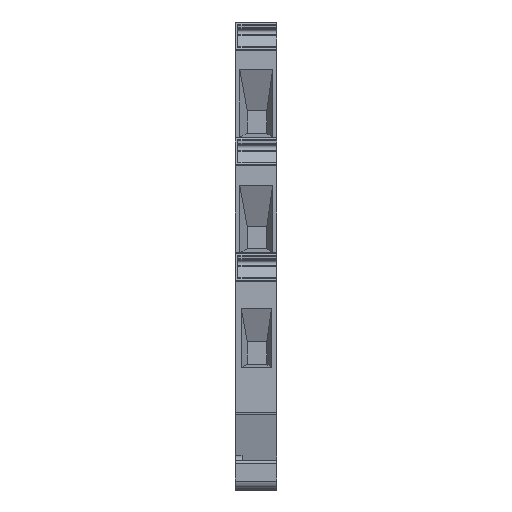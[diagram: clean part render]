
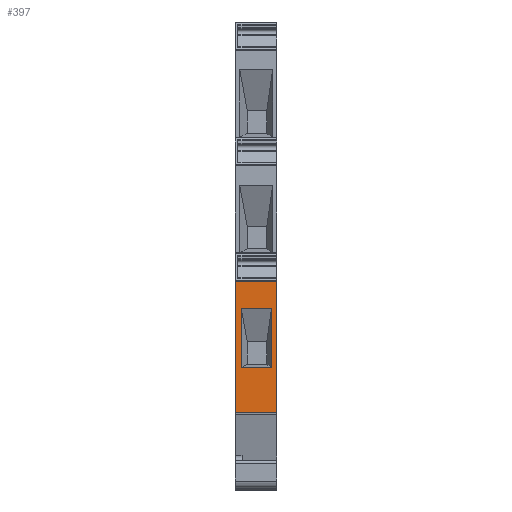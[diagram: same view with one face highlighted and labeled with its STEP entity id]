
A CAD part, left-side view. The second image highlights one B-rep face of the part: STEP entity #397.
In plain terms, the highlighted planar face has unit normal (-1, 0, 0).
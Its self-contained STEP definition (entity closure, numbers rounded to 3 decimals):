
#397 = ADVANCED_FACE( '', ( #1046, #1047 ), #1048, .F. );
#1046 = FACE_BOUND( '', #1951, .T. );
#1047 = FACE_OUTER_BOUND( '', #1952, .T. );
#1048 = PLANE( '', #1953 );
#1951 = EDGE_LOOP( '', ( #3959, #3960, #3961, #3962 ) );
#1952 = EDGE_LOOP( '', ( #3963, #3964, #3965, #3966 ) );
#1953 = AXIS2_PLACEMENT_3D( '', #3967, #3968, #3969 );
#3959 = ORIENTED_EDGE( '', *, *, #6682, .T. );
#3960 = ORIENTED_EDGE( '', *, *, #6683, .T. );
#3961 = ORIENTED_EDGE( '', *, *, #6684, .T. );
#3962 = ORIENTED_EDGE( '', *, *, #6685, .T. );
#3963 = ORIENTED_EDGE( '', *, *, #6686, .T. );
#3964 = ORIENTED_EDGE( '', *, *, #6648, .F. );
#3965 = ORIENTED_EDGE( '', *, *, #6541, .F. );
#3966 = ORIENTED_EDGE( '', *, *, #6675, .T. );
#3967 = CARTESIAN_POINT( '', ( -41.75, 6., -6.448 ) );
#3968 = DIRECTION( '', ( 1., 0., 0. ) );
#3969 = DIRECTION( '', ( 0., 0., -1. ) );
#6541 = EDGE_CURVE( '', #7855, #7857, #7858, .T. );
#6648 = EDGE_CURVE( '', #7857, #8042, #8046, .T. );
#6675 = EDGE_CURVE( '', #7855, #8086, #8088, .T. );
#6682 = EDGE_CURVE( '', #8097, #8098, #8099, .T. );
#6683 = EDGE_CURVE( '', #8098, #8100, #8101, .T. );
#6684 = EDGE_CURVE( '', #8100, #8102, #8103, .T. );
#6685 = EDGE_CURVE( '', #8102, #8097, #8104, .T. );
#6686 = EDGE_CURVE( '', #8086, #8042, #8105, .T. );
#7855 = VERTEX_POINT( '', #9686 );
#7857 = VERTEX_POINT( '', #9688 );
#7858 = LINE( '', #9689, #9690 );
#8042 = VERTEX_POINT( '', #9937 );
#8046 = LINE( '', #9942, #9943 );
#8086 = VERTEX_POINT( '', #9998 );
#8088 = LINE( '', #10000, #10001 );
#8097 = VERTEX_POINT( '', #10013 );
#8098 = VERTEX_POINT( '', #10014 );
#8099 = LINE( '', #10015, #10016 );
#8100 = VERTEX_POINT( '', #10017 );
#8101 = LINE( '', #10018, #10019 );
#8102 = VERTEX_POINT( '', #10020 );
#8103 = LINE( '', #10021, #10022 );
#8104 = LINE( '', #10023, #10024 );
#8105 = LINE( '', #10025, #10026 );
#9686 = CARTESIAN_POINT( '', ( -41.75, 6., -22.565 ) );
#9688 = CARTESIAN_POINT( '', ( -41.75, 6., -3.7 ) );
#9689 = CARTESIAN_POINT( '', ( -41.75, 6., -22.565 ) );
#9690 = VECTOR( '', #12027, 1000. );
#9937 = CARTESIAN_POINT( '', ( -41.75, 0., -3.7 ) );
#9942 = CARTESIAN_POINT( '', ( -41.75, 6., -3.7 ) );
#9943 = VECTOR( '', #12196, 1000. );
#9998 = CARTESIAN_POINT( '', ( -41.75, 0., -22.565 ) );
#10000 = CARTESIAN_POINT( '', ( -41.75, 6., -22.565 ) );
#10001 = VECTOR( '', #12224, 1000. );
#10013 = CARTESIAN_POINT( '', ( -41.75, 5.135, -16.09 ) );
#10014 = CARTESIAN_POINT( '', ( -41.75, 5.135, -7.598 ) );
#10015 = CARTESIAN_POINT( '', ( -41.75, 5.135, -6.448 ) );
#10016 = VECTOR( '', #12231, 1000. );
#10017 = CARTESIAN_POINT( '', ( -41.75, 0.766, -7.598 ) );
#10018 = CARTESIAN_POINT( '', ( -41.75, 6., -7.598 ) );
#10019 = VECTOR( '', #12232, 1000. );
#10020 = CARTESIAN_POINT( '', ( -41.75, 0.766, -16.09 ) );
#10021 = CARTESIAN_POINT( '', ( -41.75, 0.766, -6.448 ) );
#10022 = VECTOR( '', #12233, 1000. );
#10023 = CARTESIAN_POINT( '', ( -41.75, 6., -16.09 ) );
#10024 = VECTOR( '', #12234, 1000. );
#10025 = CARTESIAN_POINT( '', ( -41.75, 0., -6.448 ) );
#10026 = VECTOR( '', #12235, 1000. );
#12027 = DIRECTION( '', ( 0., 0., 1. ) );
#12196 = DIRECTION( '', ( 0., -1., 0. ) );
#12224 = DIRECTION( '', ( 0., -1., 0. ) );
#12231 = DIRECTION( '', ( 0., 0., 1. ) );
#12232 = DIRECTION( '', ( 0., -1., 0. ) );
#12233 = DIRECTION( '', ( 0., 0., -1. ) );
#12234 = DIRECTION( '', ( 0., 1., 0. ) );
#12235 = DIRECTION( '', ( 0., 0., 1. ) );
